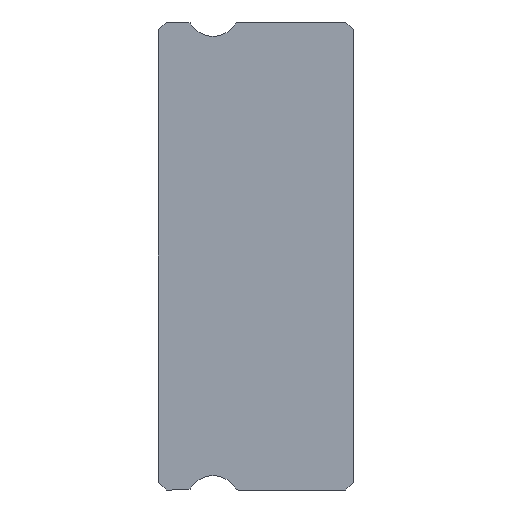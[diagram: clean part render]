
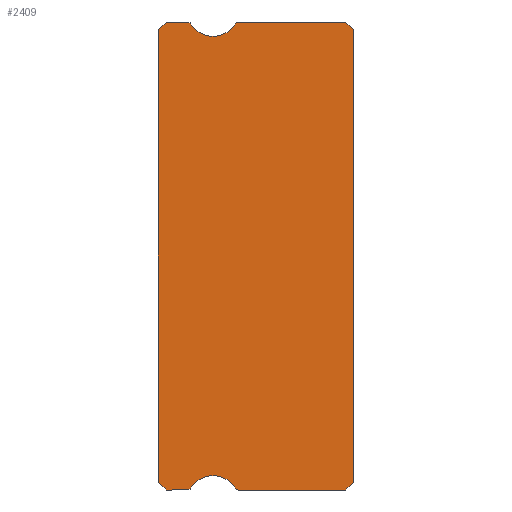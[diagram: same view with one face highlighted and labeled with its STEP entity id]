
A CAD part, left-side view. The second image highlights one B-rep face of the part: STEP entity #2409.
In plain terms, the highlighted planar face has unit normal (-1, 0, 0).
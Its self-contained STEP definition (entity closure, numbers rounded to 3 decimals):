
#9 = EDGE_CURVE ( 'NONE', #1478, #1417, #1676, .T. ) ;
#10 = LINE ( 'NONE', #215, #1411 ) ;
#23 = DIRECTION ( 'NONE',  ( -1., 0., 0. ) ) ;
#60 = AXIS2_PLACEMENT_3D ( 'NONE', #2140, #452, #1453 ) ;
#81 = CARTESIAN_POINT ( 'NONE',  ( -15., 7.2, -9. ) ) ;
#107 = AXIS2_PLACEMENT_3D ( 'NONE', #1192, #762, #1527 ) ;
#128 = EDGE_CURVE ( 'NONE', #997, #1613, #2305, .T. ) ;
#162 = DIRECTION ( 'NONE',  ( 0., -1., 0. ) ) ;
#164 = EDGE_CURVE ( 'NONE', #1589, #1520, #2265, .T. ) ;
#182 = CARTESIAN_POINT ( 'NONE',  ( -15., 5.4, -9.45 ) ) ;
#184 = ORIENTED_EDGE ( 'NONE', *, *, #164, .F. ) ;
#196 = VERTEX_POINT ( 'NONE', #654 ) ;
#208 = DIRECTION ( 'NONE',  ( 0., 0., -1. ) ) ;
#215 = CARTESIAN_POINT ( 'NONE',  ( -15., 7.5, 8.7 ) ) ;
#225 = VERTEX_POINT ( 'NONE', #491 ) ;
#292 = VERTEX_POINT ( 'NONE', #1019 ) ;
#300 = DIRECTION ( 'NONE',  ( 0., -0.707, -0.707 ) ) ;
#313 = DIRECTION ( 'NONE',  ( 0., -1., 0. ) ) ;
#387 = FACE_OUTER_BOUND ( 'NONE', #1966, .T. ) ;
#391 = CARTESIAN_POINT ( 'NONE',  ( -15., 7.5, -8.7 ) ) ;
#413 = EDGE_CURVE ( 'NONE', #1613, #964, #886, .T. ) ;
#452 = DIRECTION ( 'NONE',  ( 1., 0., 0. ) ) ;
#464 = ORIENTED_EDGE ( 'NONE', *, *, #712, .T. ) ;
#487 = ORIENTED_EDGE ( 'NONE', *, *, #2165, .F. ) ;
#491 = CARTESIAN_POINT ( 'NONE',  ( -15., 4.419, 9. ) ) ;
#497 = LINE ( 'NONE', #1258, #2359 ) ;
#521 = CARTESIAN_POINT ( 'NONE',  ( -15., 4.547, 8.928 ) ) ;
#546 = DIRECTION ( 'NONE',  ( 0., 0., 1. ) ) ;
#547 = DIRECTION ( 'NONE',  ( 0., 0., -1. ) ) ;
#563 = CIRCLE ( 'NONE', #602, 1. ) ;
#602 = AXIS2_PLACEMENT_3D ( 'NONE', #868, #1605, #1632 ) ;
#619 = ORIENTED_EDGE ( 'NONE', *, *, #1117, .T. ) ;
#643 = AXIS2_PLACEMENT_3D ( 'NONE', #1200, #23, #1191 ) ;
#654 = CARTESIAN_POINT ( 'NONE',  ( -15., 0.3, 9. ) ) ;
#702 = CARTESIAN_POINT ( 'NONE',  ( -15., 6.381, 9. ) ) ;
#712 = EDGE_CURVE ( 'NONE', #1589, #2052, #1315, .T. ) ;
#723 = VECTOR ( 'NONE', #1480, 1000. ) ;
#724 = CARTESIAN_POINT ( 'NONE',  ( -15., 7.2, -9. ) ) ;
#752 = ORIENTED_EDGE ( 'NONE', *, *, #1769, .F. ) ;
#760 = ORIENTED_EDGE ( 'NONE', *, *, #1268, .F. ) ;
#762 = DIRECTION ( 'NONE',  ( 1., 0., 0. ) ) ;
#787 = EDGE_CURVE ( 'NONE', #1174, #225, #1334, .T. ) ;
#789 = VERTEX_POINT ( 'NONE', #981 ) ;
#812 = EDGE_CURVE ( 'NONE', #789, #997, #1844, .T. ) ;
#868 = CARTESIAN_POINT ( 'NONE',  ( -15., 5.4, 9.45 ) ) ;
#882 = EDGE_CURVE ( 'NONE', #292, #1535, #2258, .T. ) ;
#886 = CIRCLE ( 'NONE', #107, 0.15 ) ;
#964 = VERTEX_POINT ( 'NONE', #1652 ) ;
#969 = AXIS2_PLACEMENT_3D ( 'NONE', #2338, #2149, #1392 ) ;
#981 = CARTESIAN_POINT ( 'NONE',  ( -15., 4.419, -9. ) ) ;
#987 = ORIENTED_EDGE ( 'NONE', *, *, #812, .F. ) ;
#997 = VERTEX_POINT ( 'NONE', #1899 ) ;
#1019 = CARTESIAN_POINT ( 'NONE',  ( -15., 0., -8.7 ) ) ;
#1074 = CARTESIAN_POINT ( 'NONE',  ( -15., 6.381, 9. ) ) ;
#1117 = EDGE_CURVE ( 'NONE', #1417, #964, #2042, .T. ) ;
#1141 = EDGE_CURVE ( 'NONE', #196, #2299, #497, .T. ) ;
#1168 = VECTOR ( 'NONE', #1491, 1000. ) ;
#1174 = VERTEX_POINT ( 'NONE', #521 ) ;
#1180 = CARTESIAN_POINT ( 'NONE',  ( -15., 4.419, -8.85 ) ) ;
#1189 = ORIENTED_EDGE ( 'NONE', *, *, #1318, .F. ) ;
#1191 = DIRECTION ( 'NONE',  ( 0., 0., -1. ) ) ;
#1192 = CARTESIAN_POINT ( 'NONE',  ( -15., 6.381, -8.85 ) ) ;
#1200 = CARTESIAN_POINT ( 'NONE',  ( -15., 5.4, 9.45 ) ) ;
#1208 = DIRECTION ( 'NONE',  ( 0., 0., 1. ) ) ;
#1258 = CARTESIAN_POINT ( 'NONE',  ( -15., 0.3, 9. ) ) ;
#1268 = EDGE_CURVE ( 'NONE', #225, #196, #1842, .T. ) ;
#1315 = LINE ( 'NONE', #1461, #1642 ) ;
#1318 = EDGE_CURVE ( 'NONE', #1478, #2131, #2247, .T. ) ;
#1334 = CIRCLE ( 'NONE', #2302, 0.15 ) ;
#1337 = EDGE_CURVE ( 'NONE', #292, #2299, #1790, .T. ) ;
#1347 = VECTOR ( 'NONE', #1208, 1000. ) ;
#1357 = ORIENTED_EDGE ( 'NONE', *, *, #1337, .T. ) ;
#1360 = ORIENTED_EDGE ( 'NONE', *, *, #128, .F. ) ;
#1389 = DIRECTION ( 'NONE',  ( -1., 0., 0. ) ) ;
#1392 = DIRECTION ( 'NONE',  ( 0., 0., -1. ) ) ;
#1411 = VECTOR ( 'NONE', #1554, 1000. ) ;
#1417 = VERTEX_POINT ( 'NONE', #81 ) ;
#1452 = CARTESIAN_POINT ( 'NONE',  ( -15., 6.253, -8.928 ) ) ;
#1453 = DIRECTION ( 'NONE',  ( 0., 0., -1. ) ) ;
#1458 = ORIENTED_EDGE ( 'NONE', *, *, #2394, .F. ) ;
#1461 = CARTESIAN_POINT ( 'NONE',  ( -15., 7.2, 9. ) ) ;
#1471 = CARTESIAN_POINT ( 'NONE',  ( -15., 0., -8.7 ) ) ;
#1474 = VERTEX_POINT ( 'NONE', #2129 ) ;
#1478 = VERTEX_POINT ( 'NONE', #391 ) ;
#1480 = DIRECTION ( 'NONE',  ( 0., 0.707, -0.707 ) ) ;
#1487 = AXIS2_PLACEMENT_3D ( 'NONE', #1180, #1947, #208 ) ;
#1491 = DIRECTION ( 'NONE',  ( 0., -0.707, -0.707 ) ) ;
#1500 = ORIENTED_EDGE ( 'NONE', *, *, #1141, .F. ) ;
#1511 = CARTESIAN_POINT ( 'NONE',  ( -15., 4.419, 8.85 ) ) ;
#1520 = VERTEX_POINT ( 'NONE', #2203 ) ;
#1527 = DIRECTION ( 'NONE',  ( 0., 0., -1. ) ) ;
#1535 = VERTEX_POINT ( 'NONE', #2382 ) ;
#1539 = CARTESIAN_POINT ( 'NONE',  ( -15., 6.381, -9. ) ) ;
#1554 = DIRECTION ( 'NONE',  ( 0., 0.707, -0.707 ) ) ;
#1589 = VERTEX_POINT ( 'NONE', #1074 ) ;
#1592 = CARTESIAN_POINT ( 'NONE',  ( -15., 7.2, 9. ) ) ;
#1605 = DIRECTION ( 'NONE',  ( -1., 0., 0. ) ) ;
#1613 = VERTEX_POINT ( 'NONE', #1452 ) ;
#1632 = DIRECTION ( 'NONE',  ( 0., 0., -1. ) ) ;
#1642 = VECTOR ( 'NONE', #1670, 1000. ) ;
#1651 = ORIENTED_EDGE ( 'NONE', *, *, #2358, .T. ) ;
#1652 = CARTESIAN_POINT ( 'NONE',  ( -15., 6.381, -9. ) ) ;
#1670 = DIRECTION ( 'NONE',  ( 0., 1., 0. ) ) ;
#1676 = LINE ( 'NONE', #724, #1168 ) ;
#1704 = VECTOR ( 'NONE', #546, 1000. ) ;
#1706 = ORIENTED_EDGE ( 'NONE', *, *, #787, .F. ) ;
#1717 = DIRECTION ( 'NONE',  ( 0., 1., 0. ) ) ;
#1734 = CIRCLE ( 'NONE', #643, 1. ) ;
#1741 = DIRECTION ( 'NONE',  ( 0., 0., -1. ) ) ;
#1756 = ORIENTED_EDGE ( 'NONE', *, *, #413, .F. ) ;
#1769 = EDGE_CURVE ( 'NONE', #1535, #789, #2304, .T. ) ;
#1790 = LINE ( 'NONE', #2172, #1347 ) ;
#1797 = CARTESIAN_POINT ( 'NONE',  ( -15., 7.5, 8.7 ) ) ;
#1822 = VECTOR ( 'NONE', #313, 1000. ) ;
#1842 = LINE ( 'NONE', #702, #2112 ) ;
#1844 = CIRCLE ( 'NONE', #1487, 0.15 ) ;
#1871 = ORIENTED_EDGE ( 'NONE', *, *, #882, .F. ) ;
#1875 = CARTESIAN_POINT ( 'NONE',  ( -15., 6.381, -9. ) ) ;
#1891 = ORIENTED_EDGE ( 'NONE', *, *, #9, .T. ) ;
#1899 = CARTESIAN_POINT ( 'NONE',  ( -15., 4.547, -8.928 ) ) ;
#1947 = DIRECTION ( 'NONE',  ( 1., 0., 0. ) ) ;
#1966 = EDGE_LOOP ( 'NONE', ( #1189, #1891, #619, #1756, #1360, #987, #752, #1871, #1357, #1500, #760, #1706, #1458, #487, #184, #464, #1651 ) ) ;
#2024 = VECTOR ( 'NONE', #1717, 1000. ) ;
#2042 = LINE ( 'NONE', #1875, #1822 ) ;
#2052 = VERTEX_POINT ( 'NONE', #1592 ) ;
#2101 = AXIS2_PLACEMENT_3D ( 'NONE', #182, #1389, #1741 ) ;
#2112 = VECTOR ( 'NONE', #162, 1000. ) ;
#2129 = CARTESIAN_POINT ( 'NONE',  ( -15., 5.4, 8.45 ) ) ;
#2131 = VERTEX_POINT ( 'NONE', #1797 ) ;
#2140 = CARTESIAN_POINT ( 'NONE',  ( -15., 6.381, 8.85 ) ) ;
#2149 = DIRECTION ( 'NONE',  ( 1., 0., 0. ) ) ;
#2165 = EDGE_CURVE ( 'NONE', #1520, #1474, #563, .T. ) ;
#2172 = CARTESIAN_POINT ( 'NONE',  ( -15., 0., 8.7 ) ) ;
#2203 = CARTESIAN_POINT ( 'NONE',  ( -15., 6.253, 8.928 ) ) ;
#2247 = LINE ( 'NONE', #2260, #1704 ) ;
#2258 = LINE ( 'NONE', #1471, #723 ) ;
#2260 = CARTESIAN_POINT ( 'NONE',  ( -15., 7.5, 8.85 ) ) ;
#2265 = CIRCLE ( 'NONE', #60, 0.15 ) ;
#2278 = CARTESIAN_POINT ( 'NONE',  ( -15., 0., 8.7 ) ) ;
#2290 = DIRECTION ( 'NONE',  ( 1., 0., 0. ) ) ;
#2299 = VERTEX_POINT ( 'NONE', #2278 ) ;
#2302 = AXIS2_PLACEMENT_3D ( 'NONE', #1511, #2290, #547 ) ;
#2304 = LINE ( 'NONE', #1539, #2024 ) ;
#2305 = CIRCLE ( 'NONE', #2101, 1. ) ;
#2338 = CARTESIAN_POINT ( 'NONE',  ( -15., 6.381, 8.85 ) ) ;
#2351 = PLANE ( 'NONE',  #969 ) ;
#2358 = EDGE_CURVE ( 'NONE', #2052, #2131, #10, .T. ) ;
#2359 = VECTOR ( 'NONE', #300, 1000. ) ;
#2382 = CARTESIAN_POINT ( 'NONE',  ( -15., 0.3, -9. ) ) ;
#2394 = EDGE_CURVE ( 'NONE', #1474, #1174, #1734, .T. ) ;
#2409 = ADVANCED_FACE ( 'NONE', ( #387 ), #2351, .F. ) ;
